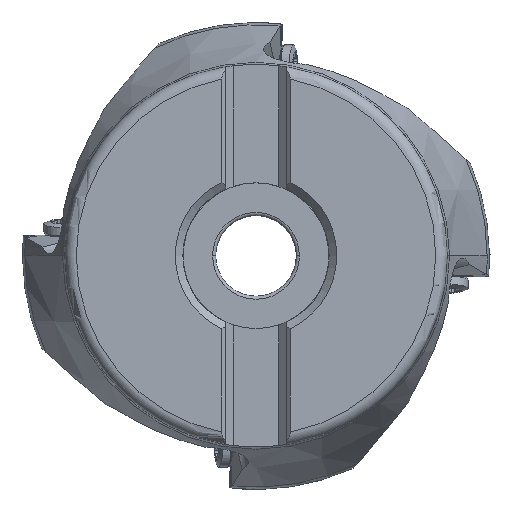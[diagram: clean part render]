
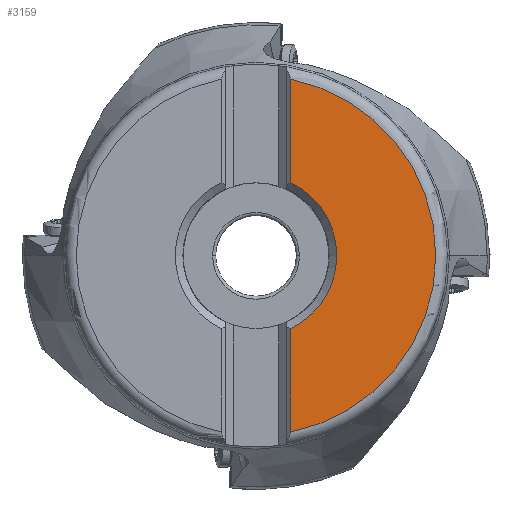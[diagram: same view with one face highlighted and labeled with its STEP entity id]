
A CAD part, top view. The second image highlights one B-rep face of the part: STEP entity #3159.
In plain terms, the highlighted planar face has unit normal (0, 0, 1).
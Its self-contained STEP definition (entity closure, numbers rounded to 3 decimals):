
#1185=LINE('',#20046,#1911);
#1186=LINE('',#20047,#1912);
#1911=VECTOR('',#14275,1.);
#1912=VECTOR('',#14276,1.);
#2574=FACE_OUTER_BOUND('',#4122,.T.);
#3159=ADVANCED_FACE('',(#2574),#3714,.T.);
#3714=PLANE('',#12420);
#4122=EDGE_LOOP('',(#5678,#5679,#5680,#5681,#5682,#5683));
#5678=ORIENTED_EDGE('',*,*,#9988,.F.);
#5679=ORIENTED_EDGE('',*,*,#9987,.F.);
#5680=ORIENTED_EDGE('',*,*,#9989,.F.);
#5681=ORIENTED_EDGE('',*,*,#9947,.F.);
#5682=ORIENTED_EDGE('',*,*,#9946,.F.);
#5683=ORIENTED_EDGE('',*,*,#9990,.F.);
#8619=VERTEX_POINT('',#19894);
#8620=VERTEX_POINT('',#19896);
#8621=VERTEX_POINT('',#19898);
#8648=VERTEX_POINT('',#20034);
#8649=VERTEX_POINT('',#20041);
#8650=VERTEX_POINT('',#20043);
#9946=EDGE_CURVE('',#8619,#8620,#11214,.T.);
#9947=EDGE_CURVE('',#8620,#8621,#11215,.T.);
#9987=EDGE_CURVE('',#8649,#8650,#11228,.T.);
#9988=EDGE_CURVE('',#8650,#8648,#11229,.T.);
#9989=EDGE_CURVE('',#8621,#8649,#1185,.T.);
#9990=EDGE_CURVE('',#8648,#8619,#1186,.T.);
#11214=CIRCLE('',#12391,23.5);
#11215=CIRCLE('',#12392,23.5);
#11228=CIRCLE('',#12417,10.56);
#11229=CIRCLE('',#12418,10.56);
#12391=AXIS2_PLACEMENT_3D('',#19895,#14201,#14202);
#12392=AXIS2_PLACEMENT_3D('',#19897,#14203,#14204);
#12417=AXIS2_PLACEMENT_3D('',#20042,#14269,#14270);
#12418=AXIS2_PLACEMENT_3D('',#20044,#14271,#14272);
#12420=AXIS2_PLACEMENT_3D('',#20048,#14277,#14278);
#14201=DIRECTION('',(0.,0.,-1.));
#14202=DIRECTION('',(0.19,0.982,0.));
#14203=DIRECTION('',(0.,0.,-1.));
#14204=DIRECTION('',(1.,0.,0.));
#14269=DIRECTION('',(0.,0.,1.));
#14270=DIRECTION('',(0.423,-0.906,0.));
#14271=DIRECTION('',(0.,0.,1.));
#14272=DIRECTION('',(1.,0.,0.));
#14275=DIRECTION('',(0.,1.,0.));
#14276=DIRECTION('',(0.,1.,0.));
#14277=DIRECTION('',(0.,0.,1.));
#14278=DIRECTION('',(1.,0.,0.));
#19894=CARTESIAN_POINT('',(4.47,23.071,0.));
#19895=CARTESIAN_POINT('',(0.,0.,0.));
#19896=CARTESIAN_POINT('',(23.5,0.,0.));
#19897=CARTESIAN_POINT('',(0.,0.,0.));
#19898=CARTESIAN_POINT('',(4.47,-23.071,0.));
#20034=CARTESIAN_POINT('',(4.47,9.567,0.));
#20041=CARTESIAN_POINT('',(4.47,-9.567,0.));
#20042=CARTESIAN_POINT('',(0.,0.,0.));
#20043=CARTESIAN_POINT('',(10.56,0.,0.));
#20044=CARTESIAN_POINT('',(0.,0.,0.));
#20046=CARTESIAN_POINT('',(4.47,-23.071,0.));
#20047=CARTESIAN_POINT('',(4.47,9.567,0.));
#20048=CARTESIAN_POINT('',(13.985,0.,0.));
